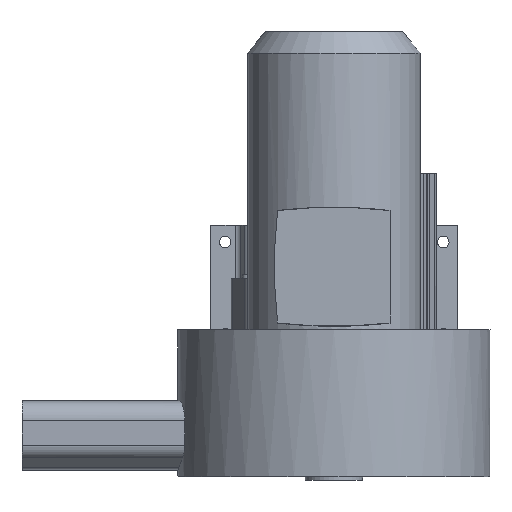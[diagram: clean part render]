
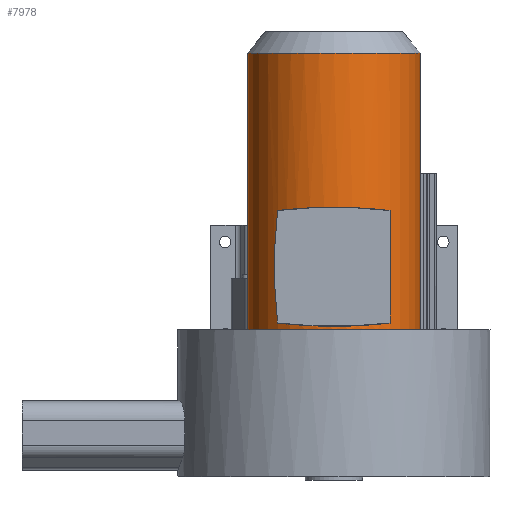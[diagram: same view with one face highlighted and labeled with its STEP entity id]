
A CAD part, front view. The second image highlights one B-rep face of the part: STEP entity #7978.
In plain terms, the highlighted cylindrical face has radius 89 mm (diameter 178 mm), a partial arc.
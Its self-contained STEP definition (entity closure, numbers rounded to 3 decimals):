
#258=CARTESIAN_POINT('',(0.,0.,58.45));
#259=DIRECTION('',(0.,0.,1.));
#260=DIRECTION('',(-1.,0.,0.));
#261=AXIS2_PLACEMENT_3D('',#258,#259,#260);
#2819=DIRECTION('',(0.,0.,1.));
#2820=VECTOR('',#2819,285.3);
#2821=CARTESIAN_POINT('',(89.,0.,58.45));
#2822=LINE('',#2821,#2820);
#2841=CARTESIAN_POINT('',(0.,0.,
343.75));
#2842=DIRECTION('',(0.,0.,1.));
#2843=DIRECTION('',(-1.,0.,0.));
#2844=AXIS2_PLACEMENT_3D('',#2841,#2842,#2843);
#2846=DIRECTION('',(0.,0.,1.));
#2847=VECTOR('',#2846,285.3);
#2848=CARTESIAN_POINT('',(-89.,0.,
58.45));
#2849=LINE('',#2848,#2847);
#2850=CARTESIAN_POINT('',(57.886,-67.603,181.523));
#2851=CARTESIAN_POINT('',(54.353,-70.629,181.935));
#2852=CARTESIAN_POINT('',(46.811,-76.128,182.738));
#2853=CARTESIAN_POINT('',(34.273,-82.533,183.766));
#2854=CARTESIAN_POINT('',(20.981,-86.872,184.509));
#2855=CARTESIAN_POINT('',(7.,-89.094,184.903));
#2856=CARTESIAN_POINT('',(-6.966,-89.096,
184.903));
#2857=CARTESIAN_POINT('',(-20.942,-86.882,
184.51));
#2858=CARTESIAN_POINT('',(-34.247,-82.545,
183.768));
#2859=CARTESIAN_POINT('',(-46.833,-76.121,
182.737));
#2860=CARTESIAN_POINT('',(-54.44,-70.565,
181.926));
#2861=CARTESIAN_POINT('',(-58.009,-67.498,
181.509));
#2863=CARTESIAN_POINT('',(-58.009,-67.498,
181.509));
#2864=CARTESIAN_POINT('',(-59.508,-66.209,
168.677));
#2865=CARTESIAN_POINT('',(-61.508,-64.33,
142.99));
#2866=CARTESIAN_POINT('',(-61.511,-64.327,
104.058));
#2867=CARTESIAN_POINT('',(-59.511,-66.207,
78.343));
#2868=CARTESIAN_POINT('',(-58.009,-67.498,
65.491));
#2870=CARTESIAN_POINT('',(-58.009,-67.498,
65.491));
#2871=CARTESIAN_POINT('',(-54.481,-70.53,
65.079));
#2872=CARTESIAN_POINT('',(-46.947,-76.045,
64.275));
#2873=CARTESIAN_POINT('',(-34.417,-82.473,
63.244));
#2874=CARTESIAN_POINT('',(-21.131,-86.836,
62.498));
#2875=CARTESIAN_POINT('',(-7.151,-89.082,
62.099));
#2876=CARTESIAN_POINT('',(6.819,-89.108,62.095));
#2877=CARTESIAN_POINT('',(20.802,-86.916,62.484));
#2878=CARTESIAN_POINT('',(34.114,-82.6,63.223));
#2879=CARTESIAN_POINT('',(46.706,-76.198,64.251));
#2880=CARTESIAN_POINT('',(54.316,-70.66,65.06));
#2881=CARTESIAN_POINT('',(57.886,-67.603,65.477));
#2883=DIRECTION('',(0.,0.,1.));
#2884=VECTOR('',#2883,116.047);
#2885=CARTESIAN_POINT('',(57.886,-67.603,65.477));
#2886=LINE('',#2885,#2884);
#3564=CARTESIAN_POINT('',(89.,0.,58.45));
#3565=CARTESIAN_POINT('',(-89.,0.,
58.45));
#3566=VERTEX_POINT('',#3564);
#3567=VERTEX_POINT('',#3565);
#3572=CARTESIAN_POINT('',(89.,0.,343.75));
#3573=CARTESIAN_POINT('',(-89.,0.,
343.75));
#3574=VERTEX_POINT('',#3572);
#3575=VERTEX_POINT('',#3573);
#3584=VERTEX_POINT('',#2850);
#3585=VERTEX_POINT('',#2861);
#3586=VERTEX_POINT('',#2868);
#3587=VERTEX_POINT('',#2881);
#7957=CARTESIAN_POINT('',(0.,0.,
58.45));
#7958=DIRECTION('',(0.,0.,1.));
#7959=DIRECTION('',(1.,0.,0.));
#7960=AXIS2_PLACEMENT_3D('',#7957,#7958,#7959);
#7961=CYLINDRICAL_SURFACE('',#7960,89.);
#7962=ORIENTED_EDGE('',*,*,#7951,.T.);
#7963=ORIENTED_EDGE('',*,*,#7913,.F.);
#7964=ORIENTED_EDGE('',*,*,#3750,.F.);
#7965=ORIENTED_EDGE('',*,*,#7910,.T.);
#7966=EDGE_LOOP('',(#7962,#7963,#7964,#7965));
#7967=FACE_OUTER_BOUND('',#7966,.F.);
#7969=ORIENTED_EDGE('',*,*,#7968,.T.);
#7971=ORIENTED_EDGE('',*,*,#7970,.T.);
#7973=ORIENTED_EDGE('',*,*,#7972,.T.);
#7975=ORIENTED_EDGE('',*,*,#7974,.T.);
#7976=EDGE_LOOP('',(#7969,#7971,#7973,#7975));
#7977=FACE_BOUND('',#7976,.F.);
#7978=ADVANCED_FACE('',(#7967,#7977),#7961,.T.);
#262=CIRCLE('',#261,89.);
#2845=CIRCLE('',#2844,89.);
#2862=B_SPLINE_CURVE_WITH_KNOTS('',3,(#2850,#2851,#2852,#2853,#2854,#2855,#2856,
#2857,#2858,#2859,#2860,#2861),.UNSPECIFIED.,.F.,.F.,(4,1,1,1,1,1,1,1,1,4),
(0.,0.111,0.222,0.333,0.444,
0.556,0.667,0.778,0.889,1.),
.UNSPECIFIED.);
#2869=B_SPLINE_CURVE_WITH_KNOTS('',3,(#2863,#2864,#2865,#2866,#2867,#2868),
.UNSPECIFIED.,.F.,.F.,(4,1,1,4),(0.,0.333,0.667,1.),
.UNSPECIFIED.);
#2882=B_SPLINE_CURVE_WITH_KNOTS('',3,(#2870,#2871,#2872,#2873,#2874,#2875,#2876,
#2877,#2878,#2879,#2880,#2881),.UNSPECIFIED.,.F.,.F.,(4,1,1,1,1,1,1,1,1,4),
(0.,0.111,0.222,0.333,0.444,
0.556,0.667,0.778,0.889,1.),
.UNSPECIFIED.);
#3750=EDGE_CURVE('',#3567,#3566,#262,.T.);
#7910=EDGE_CURVE('',#3567,#3575,#2849,.T.);
#7913=EDGE_CURVE('',#3566,#3574,#2822,.T.);
#7951=EDGE_CURVE('',#3575,#3574,#2845,.T.);
#7968=EDGE_CURVE('',#3584,#3585,#2862,.T.);
#7970=EDGE_CURVE('',#3585,#3586,#2869,.T.);
#7972=EDGE_CURVE('',#3586,#3587,#2882,.T.);
#7974=EDGE_CURVE('',#3587,#3584,#2886,.T.);
